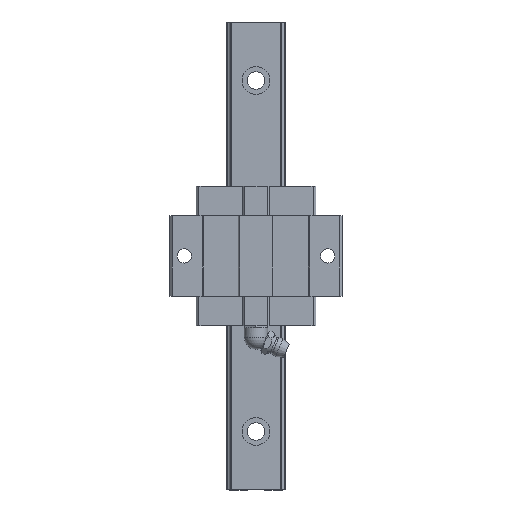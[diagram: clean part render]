
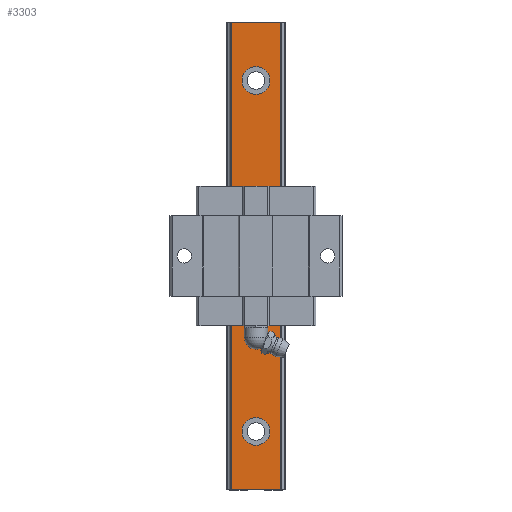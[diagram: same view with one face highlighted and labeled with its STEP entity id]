
A CAD part, top view. The second image highlights one B-rep face of the part: STEP entity #3303.
In plain terms, the highlighted planar face has unit normal (0, 0, 1).
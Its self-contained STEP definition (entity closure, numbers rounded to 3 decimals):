
#54=CIRCLE('',#4172,4.75);
#59=CIRCLE('',#4189,4.75);
#83=CIRCLE('',#4245,4.75);
#499=ORIENTED_EDGE('',*,*,#1302,.T.);
#500=ORIENTED_EDGE('',*,*,#1321,.T.);
#501=ORIENTED_EDGE('',*,*,#1406,.T.);
#502=ORIENTED_EDGE('',*,*,#1407,.T.);
#503=ORIENTED_EDGE('',*,*,#1408,.F.);
#504=ORIENTED_EDGE('',*,*,#1409,.F.);
#505=ORIENTED_EDGE('',*,*,#1404,.T.);
#1302=EDGE_CURVE('',#1783,#1783,#54,.T.);
#1321=EDGE_CURVE('',#1796,#1796,#59,.T.);
#1404=EDGE_CURVE('',#1850,#1849,#2164,.T.);
#1406=EDGE_CURVE('',#1851,#1851,#83,.T.);
#1407=EDGE_CURVE('',#1849,#1852,#2165,.T.);
#1408=EDGE_CURVE('',#1853,#1852,#2166,.T.);
#1409=EDGE_CURVE('',#1850,#1853,#2167,.T.);
#1783=VERTEX_POINT('',#5550);
#1796=VERTEX_POINT('',#5602);
#1849=VERTEX_POINT('',#5772);
#1850=VERTEX_POINT('',#5774);
#1851=VERTEX_POINT('',#5778);
#1852=VERTEX_POINT('',#5780);
#1853=VERTEX_POINT('',#5782);
#2164=LINE('',#5773,#2458);
#2165=LINE('',#5779,#2459);
#2166=LINE('',#5781,#2460);
#2167=LINE('',#5783,#2461);
#2458=VECTOR('',#4747,1000.);
#2459=VECTOR('',#4754,1000.);
#2460=VECTOR('',#4755,1000.);
#2461=VECTOR('',#4756,1000.);
#2735=EDGE_LOOP('',(#499));
#2736=EDGE_LOOP('',(#500));
#2737=EDGE_LOOP('',(#501));
#2738=EDGE_LOOP('',(#502,#503,#504,#505));
#2966=FACE_BOUND('',#2735,.T.);
#2967=FACE_BOUND('',#2736,.T.);
#2968=FACE_BOUND('',#2737,.T.);
#2969=FACE_BOUND('',#2738,.T.);
#3170=PLANE('',#4244);
#3303=ADVANCED_FACE('',(#2966,#2967,#2968,#2969),#3170,.F.);
#4172=AXIS2_PLACEMENT_3D('',#5549,#4543,#4544);
#4189=AXIS2_PLACEMENT_3D('',#5601,#4583,#4584);
#4244=AXIS2_PLACEMENT_3D('',#5776,#4750,#4751);
#4245=AXIS2_PLACEMENT_3D('',#5777,#4752,#4753);
#4543=DIRECTION('',(0.,0.,-1.));
#4544=DIRECTION('',(1.,0.,0.));
#4583=DIRECTION('',(0.,0.,-1.));
#4584=DIRECTION('',(1.,0.,0.));
#4747=DIRECTION('',(0.,1.,0.));
#4750=DIRECTION('',(0.,0.,-1.));
#4751=DIRECTION('',(-1.,0.,0.));
#4752=DIRECTION('',(0.,0.,-1.));
#4753=DIRECTION('',(1.,0.,0.));
#4754=DIRECTION('',(-1.,0.,0.));
#4755=DIRECTION('',(0.,1.,0.));
#4756=DIRECTION('',(-1.,0.,0.));
#5549=CARTESIAN_POINT('',(0.,-60.,16.5));
#5550=CARTESIAN_POINT('',(4.75,-60.,16.5));
#5601=CARTESIAN_POINT('',(0.,0.,16.5));
#5602=CARTESIAN_POINT('',(4.75,0.,16.5));
#5772=CARTESIAN_POINT('',(8.406,80.,16.5));
#5773=CARTESIAN_POINT('',(8.406,-80.,16.5));
#5774=CARTESIAN_POINT('',(8.406,-80.,16.5));
#5776=CARTESIAN_POINT('',(8.406,-80.,16.5));
#5777=CARTESIAN_POINT('',(0.,60.,16.5));
#5778=CARTESIAN_POINT('',(4.75,60.,16.5));
#5779=CARTESIAN_POINT('',(8.406,80.,16.5));
#5780=CARTESIAN_POINT('',(-8.406,80.,16.5));
#5781=CARTESIAN_POINT('',(-8.406,-80.,16.5));
#5782=CARTESIAN_POINT('',(-8.406,-80.,16.5));
#5783=CARTESIAN_POINT('',(8.406,-80.,16.5));
